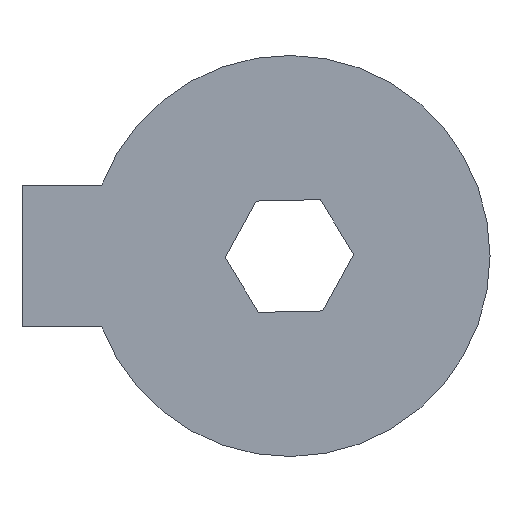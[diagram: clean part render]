
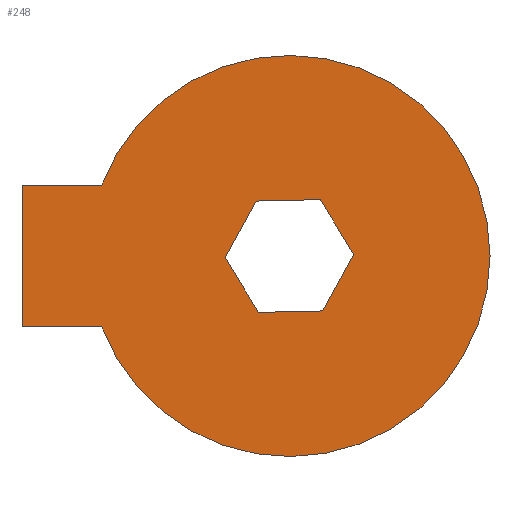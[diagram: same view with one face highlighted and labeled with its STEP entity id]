
A CAD part, front view. The second image highlights one B-rep face of the part: STEP entity #248.
In plain terms, the highlighted planar face has unit normal (0, -1, 0).
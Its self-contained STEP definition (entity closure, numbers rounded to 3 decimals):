
#16=FACE_BOUND('',#48,.T.);
#19=PLANE('',#287);
#32=FACE_OUTER_BOUND('',#47,.T.);
#47=EDGE_LOOP('',(#189,#190,#191,#192));
#48=EDGE_LOOP('',(#193,#194,#195,#196,#197,#198));
#68=LINE('',#391,#97);
#69=LINE('',#393,#98);
#70=LINE('',#395,#99);
#71=LINE('',#399,#100);
#72=LINE('',#401,#101);
#73=LINE('',#403,#102);
#74=LINE('',#405,#103);
#75=LINE('',#407,#104);
#76=LINE('',#408,#105);
#97=VECTOR('',#320,10.);
#98=VECTOR('',#321,10.);
#99=VECTOR('',#322,10.);
#100=VECTOR('',#325,10.);
#101=VECTOR('',#326,10.);
#102=VECTOR('',#327,10.);
#103=VECTOR('',#328,10.);
#104=VECTOR('',#329,10.);
#105=VECTOR('',#330,10.);
#121=CIRCLE('',#288,9.75);
#131=VERTEX_POINT('',#389);
#132=VERTEX_POINT('',#390);
#133=VERTEX_POINT('',#392);
#134=VERTEX_POINT('',#394);
#135=VERTEX_POINT('',#397);
#136=VERTEX_POINT('',#398);
#137=VERTEX_POINT('',#400);
#138=VERTEX_POINT('',#402);
#139=VERTEX_POINT('',#404);
#140=VERTEX_POINT('',#406);
#154=EDGE_CURVE('',#131,#132,#68,.T.);
#155=EDGE_CURVE('',#132,#133,#69,.T.);
#156=EDGE_CURVE('',#133,#134,#70,.T.);
#157=EDGE_CURVE('',#134,#131,#121,.T.);
#158=EDGE_CURVE('',#135,#136,#71,.T.);
#159=EDGE_CURVE('',#136,#137,#72,.T.);
#160=EDGE_CURVE('',#137,#138,#73,.T.);
#161=EDGE_CURVE('',#138,#139,#74,.T.);
#162=EDGE_CURVE('',#139,#140,#75,.T.);
#163=EDGE_CURVE('',#140,#135,#76,.T.);
#189=ORIENTED_EDGE('',*,*,#154,.T.);
#190=ORIENTED_EDGE('',*,*,#155,.T.);
#191=ORIENTED_EDGE('',*,*,#156,.T.);
#192=ORIENTED_EDGE('',*,*,#157,.T.);
#193=ORIENTED_EDGE('',*,*,#158,.T.);
#194=ORIENTED_EDGE('',*,*,#159,.T.);
#195=ORIENTED_EDGE('',*,*,#160,.T.);
#196=ORIENTED_EDGE('',*,*,#161,.T.);
#197=ORIENTED_EDGE('',*,*,#162,.T.);
#198=ORIENTED_EDGE('',*,*,#163,.T.);
#248=ADVANCED_FACE('',(#32,#16),#19,.F.);
#287=AXIS2_PLACEMENT_3D('',#388,#318,#319);
#288=AXIS2_PLACEMENT_3D('',#396,#323,#324);
#318=DIRECTION('center_axis',(0.,1.,0.));
#319=DIRECTION('ref_axis',(0.,0.,1.));
#320=DIRECTION('',(-1.,0.,0.));
#321=DIRECTION('',(0.,0.,-1.));
#322=DIRECTION('',(1.,0.,0.));
#323=DIRECTION('center_axis',(0.,-1.,0.));
#324=DIRECTION('ref_axis',(-0.935,0.,0.354));
#325=DIRECTION('',(0.481,0.,0.877));
#326=DIRECTION('',(1.,0.,0.022));
#327=DIRECTION('',(0.519,0.,-0.855));
#328=DIRECTION('',(-0.481,0.,-0.877));
#329=DIRECTION('',(-1.,0.,-0.022));
#330=DIRECTION('',(-0.519,0.,0.855));
#388=CARTESIAN_POINT('Origin',(-1.625,-3.,0.));
#389=CARTESIAN_POINT('',(-9.119,-3.,3.45));
#390=CARTESIAN_POINT('',(-13.,-3.,3.45));
#391=CARTESIAN_POINT('',(-13.,-3.,3.45));
#392=CARTESIAN_POINT('',(-13.,-3.,-3.45));
#393=CARTESIAN_POINT('',(-13.,-3.,-3.45));
#394=CARTESIAN_POINT('',(-9.119,-3.,-3.45));
#395=CARTESIAN_POINT('',(-9.119,-3.,-3.45));
#396=CARTESIAN_POINT('Origin',(0.,-3.,0.));
#397=CARTESIAN_POINT('',(-3.124,-3.,-0.069));
#398=CARTESIAN_POINT('',(-1.622,-3.,2.671));
#399=CARTESIAN_POINT('',(-1.622,-3.,2.671));
#400=CARTESIAN_POINT('',(1.502,-3.,2.74));
#401=CARTESIAN_POINT('',(1.502,-3.,2.74));
#402=CARTESIAN_POINT('',(3.124,-3.,0.069));
#403=CARTESIAN_POINT('',(3.124,-3.,0.069));
#404=CARTESIAN_POINT('',(1.622,-3.,-2.671));
#405=CARTESIAN_POINT('',(1.622,-3.,-2.671));
#406=CARTESIAN_POINT('',(-1.502,-3.,-2.74));
#407=CARTESIAN_POINT('',(-1.502,-3.,-2.74));
#408=CARTESIAN_POINT('',(-3.124,-3.,-0.069));
